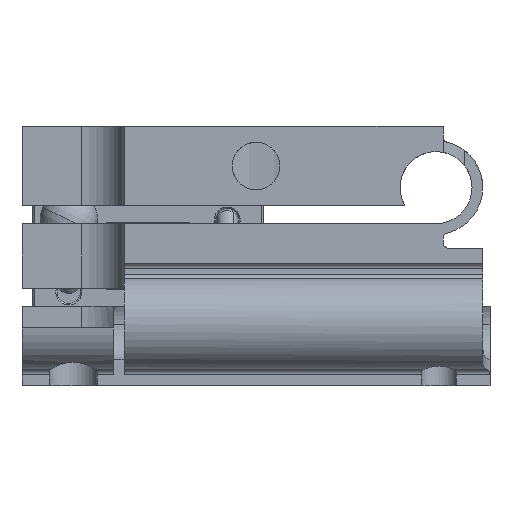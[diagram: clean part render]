
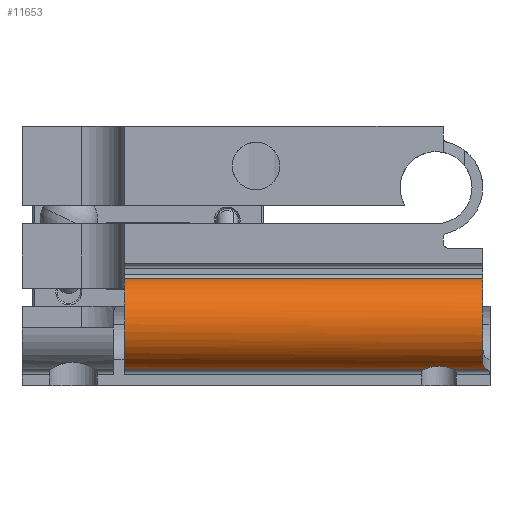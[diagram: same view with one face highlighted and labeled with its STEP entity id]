
A CAD part, front view. The second image highlights one B-rep face of the part: STEP entity #11653.
In plain terms, the highlighted cylindrical face has radius 3.25 mm (diameter 6.5 mm), a partial arc.
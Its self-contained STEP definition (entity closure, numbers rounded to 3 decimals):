
#163 = ORIENTED_EDGE ( 'NONE', *, *, #10471, .T. ) ;
#226 = CARTESIAN_POINT ( 'NONE',  ( 13.267, -7.908, -16.075 ) ) ;
#512 = VERTEX_POINT ( 'NONE', #2425 ) ;
#876 = DIRECTION ( 'NONE',  ( 0., 0., -1. ) ) ;
#949 = CIRCLE ( 'NONE', #8477, 3.25 ) ;
#1111 = CYLINDRICAL_SURFACE ( 'NONE', #9731, 3.25 ) ;
#1519 = ORIENTED_EDGE ( 'NONE', *, *, #9626, .T. ) ;
#1603 = CARTESIAN_POINT ( 'NONE',  ( 13.267, -7.908, 9.15 ) ) ;
#2001 = LINE ( 'NONE', #2616, #11398 ) ;
#2018 = CARTESIAN_POINT ( 'NONE',  ( 13.267, -1.592, 9.15 ) ) ;
#2072 = VERTEX_POINT ( 'NONE', #226 ) ;
#2346 = EDGE_CURVE ( 'NONE', #5839, #8037, #3915, .T. ) ;
#2373 = VECTOR ( 'NONE', #9973, 1000. ) ;
#2425 = CARTESIAN_POINT ( 'NONE',  ( 14.5, -7.312, -15.75 ) ) ;
#2454 = CARTESIAN_POINT ( 'NONE',  ( 14.31, -7.46, -15.75 ) ) ;
#2467 = CARTESIAN_POINT ( 'NONE',  ( 13.267, -7.908, -11.586 ) ) ;
#2616 = CARTESIAN_POINT ( 'NONE',  ( 13.267, -1.592, 16.25 ) ) ;
#2667 = EDGE_CURVE ( 'NONE', #8037, #8895, #11115, .T. ) ;
#2839 = ORIENTED_EDGE ( 'NONE', *, *, #10690, .T. ) ;
#2866 = CARTESIAN_POINT ( 'NONE',  ( 12.5, -4.75, 16.25 ) ) ;
#3220 = CARTESIAN_POINT ( 'NONE',  ( 13.87, -7.697, -13.155 ) ) ;
#3355 = CARTESIAN_POINT ( 'NONE',  ( 13.824, -7.719, -13.259 ) ) ;
#3411 = CARTESIAN_POINT ( 'NONE',  ( 13.267, -7.908, -11.586 ) ) ;
#3625 = DIRECTION ( 'NONE',  ( 0., 0., 1. ) ) ;
#3665 = ORIENTED_EDGE ( 'NONE', *, *, #2667, .T. ) ;
#3846 = CARTESIAN_POINT ( 'NONE',  ( 12.5, -4.75, 9.15 ) ) ;
#3915 = LINE ( 'NONE', #4785, #2373 ) ;
#4730 = CARTESIAN_POINT ( 'NONE',  ( 14.5, -7.312, -15.75 ) ) ;
#4785 = CARTESIAN_POINT ( 'NONE',  ( 13.267, -7.908, 16.25 ) ) ;
#5298 = CARTESIAN_POINT ( 'NONE',  ( 13.462, -7.855, -11.703 ) ) ;
#5499 = CARTESIAN_POINT ( 'NONE',  ( 13.37, -7.883, -11.638 ) ) ;
#5729 = CARTESIAN_POINT ( 'NONE',  ( 13.267, -7.908, -16.075 ) ) ;
#5799 = CARTESIAN_POINT ( 'NONE',  ( 13.473, -7.858, -15.959 ) ) ;
#5839 = VERTEX_POINT ( 'NONE', #1603 ) ;
#5942 = EDGE_CURVE ( 'NONE', #8895, #2072, #7782, .T. ) ;
#6075 = ORIENTED_EDGE ( 'NONE', *, *, #2346, .T. ) ;
#6257 = CIRCLE ( 'NONE', #9472, 3.25 ) ;
#6585 = VECTOR ( 'NONE', #11892, 1000. ) ;
#6706 = EDGE_LOOP ( 'NONE', ( #13232, #6075, #3665, #11013, #2839, #163, #1519 ) ) ;
#6956 = DIRECTION ( 'NONE',  ( 0., 0., -1. ) ) ;
#7156 = FACE_OUTER_BOUND ( 'NONE', #6706, .T. ) ;
#7444 = CARTESIAN_POINT ( 'NONE',  ( 13.472, -7.858, -13.709 ) ) ;
#7452 = CARTESIAN_POINT ( 'NONE',  ( 13.267, -1.592, -15.75 ) ) ;
#7672 = CARTESIAN_POINT ( 'NONE',  ( 13.683, -7.786, -15.877 ) ) ;
#7761 = VERTEX_POINT ( 'NONE', #7452 ) ;
#7782 = LINE ( 'NONE', #10095, #6585 ) ;
#8037 = VERTEX_POINT ( 'NONE', #3411 ) ;
#8388 = CARTESIAN_POINT ( 'NONE',  ( 13.95, -7.659, -12.815 ) ) ;
#8456 = CARTESIAN_POINT ( 'NONE',  ( 13.702, -7.77, -11.944 ) ) ;
#8477 = AXIS2_PLACEMENT_3D ( 'NONE', #3846, #876, #9967 ) ;
#8524 = CARTESIAN_POINT ( 'NONE',  ( 13.629, -7.799, -11.856 ) ) ;
#8895 = VERTEX_POINT ( 'NONE', #13186 ) ;
#9306 = DIRECTION ( 'NONE',  ( 0., 0., 1. ) ) ;
#9472 = AXIS2_PLACEMENT_3D ( 'NONE', #11459, #9306, #10456 ) ;
#9527 = CARTESIAN_POINT ( 'NONE',  ( 13.642, -7.795, -13.553 ) ) ;
#9596 = CARTESIAN_POINT ( 'NONE',  ( 13.881, -7.695, -12.233 ) ) ;
#9626 = EDGE_CURVE ( 'NONE', #7761, #12494, #2001, .T. ) ;
#9731 = AXIS2_PLACEMENT_3D ( 'NONE', #2866, #6956, #11202 ) ;
#9967 = DIRECTION ( 'NONE',  ( -1., 0., 0. ) ) ;
#9973 = DIRECTION ( 'NONE',  ( 0., 0., -1. ) ) ;
#10095 = CARTESIAN_POINT ( 'NONE',  ( 13.267, -7.908, 16.25 ) ) ;
#10407 = CARTESIAN_POINT ( 'NONE',  ( 13.267, -7.908, -13.814 ) ) ;
#10456 = DIRECTION ( 'NONE',  ( 1., 0., 0. ) ) ;
#10471 = EDGE_CURVE ( 'NONE', #512, #7761, #6257, .T. ) ;
#10690 = EDGE_CURVE ( 'NONE', #2072, #512, #11848, .T. ) ;
#11013 = ORIENTED_EDGE ( 'NONE', *, *, #5942, .T. ) ;
#11115 = B_SPLINE_CURVE_WITH_KNOTS ( 'NONE', 3,
 ( #2467, #5499, #5298, #8524, #8456, #9596, #12556, #8388, #12424, #3220, #3355, #9527, #7444, #10407 ),
 .UNSPECIFIED., .F., .F.,
 ( 4, 2, 2, 2, 2, 2, 4 ),
 ( 0., 0., 0.001, 0.001, 0.002, 0.002, 0.003 ),
 .UNSPECIFIED. ) ;
#11202 = DIRECTION ( 'NONE',  ( -1., 0., 0. ) ) ;
#11398 = VECTOR ( 'NONE', #3625, 1000. ) ;
#11459 = CARTESIAN_POINT ( 'NONE',  ( 12.5, -4.75, -15.75 ) ) ;
#11653 = ADVANCED_FACE ( 'NONE', ( #7156 ), #1111, .T. ) ;
#11655 = CARTESIAN_POINT ( 'NONE',  ( 14.107, -7.585, -15.771 ) ) ;
#11848 = B_SPLINE_CURVE_WITH_KNOTS ( 'NONE', 3,
 ( #5729, #5799, #7672, #11655, #2454, #4730 ),
 .UNSPECIFIED., .F., .F.,
 ( 4, 2, 4 ),
 ( 0., 0.001, 0.001 ),
 .UNSPECIFIED. ) ;
#11892 = DIRECTION ( 'NONE',  ( 0., 0., -1. ) ) ;
#12424 = CARTESIAN_POINT ( 'NONE',  ( 13.934, -7.667, -12.931 ) ) ;
#12494 = VERTEX_POINT ( 'NONE', #2018 ) ;
#12526 = EDGE_CURVE ( 'NONE', #12494, #5839, #949, .T. ) ;
#12556 = CARTESIAN_POINT ( 'NONE',  ( 13.95, -7.659, -12.465 ) ) ;
#13186 = CARTESIAN_POINT ( 'NONE',  ( 13.267, -7.908, -13.814 ) ) ;
#13232 = ORIENTED_EDGE ( 'NONE', *, *, #12526, .T. ) ;
